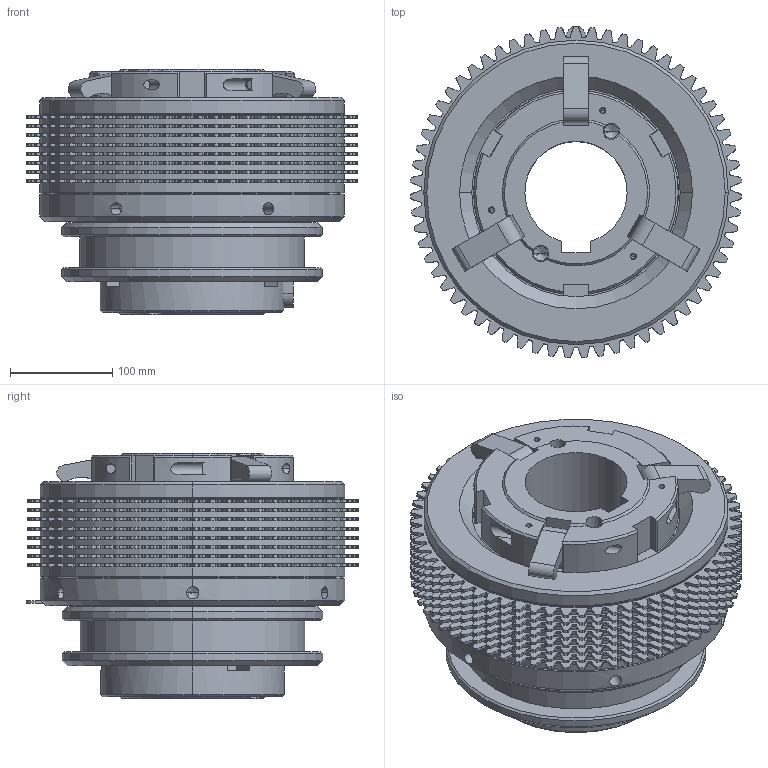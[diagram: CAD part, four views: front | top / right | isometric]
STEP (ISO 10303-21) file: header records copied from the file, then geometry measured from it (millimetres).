
FILE_DESCRIPTION (( 'STEP AP203' ), '1' );
FILE_NAME ('OS1208TG.STEP', '2017-10-30T01:16:10', ( '新井重治' ), ( '小倉クラッチ' ), 'SwSTEP 2.0', 'SolidWorks 2009', '' );
FILE_SCHEMA (( 'CONFIG_CONTROL_DESIGN' ));
Products named in the file (1): OS1208TG
Bounding box: 323.98 x 324.89 x 240 mm (x, y, z)
Volume: 9887386.4 mm3; surface area: 1058958.7 mm2
Topology: 1 solids, 8 shells, 6139 faces, 18192 edges, 12066 vertices
Faces by surface type: cylinder 2593, plane 2419, bspline 1010, cone 102, torus 8, sphere 7
Entity records: 318601 total; most frequent: CARTESIAN_POINT 156216, ORIENTED_EDGE 36306, DIRECTION 31626, EDGE_CURVE 18153, VERTEX_POINT 12060, LINE 10654, VECTOR 10654, AXIS2_PLACEMENT_3D 10486
